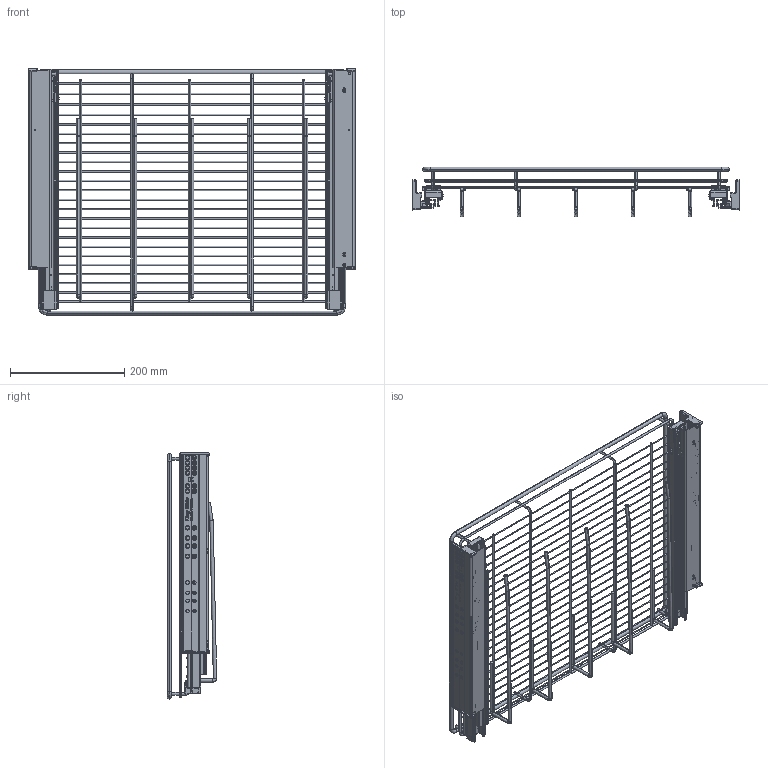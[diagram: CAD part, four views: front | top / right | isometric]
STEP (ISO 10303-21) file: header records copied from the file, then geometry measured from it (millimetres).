
FILE_DESCRIPTION (( 'STEP AP203' ), '1' );
FILE_NAME ('LM 836.STEP', '2023-02-23T06:15:17', ( '' ), ( '' ), 'SwSTEP 2.0', 'SolidWorks 2021', '' );
FILE_SCHEMA (( 'CONFIG_CONTROL_DESIGN' ));
Length unit declared in the file: millimetre
Products named in the file (39): PULL_SPRING_HOOKER_2P_F.stp; OUTER_MU30_16_420.stp; MIDDLER_MU30_16_420.stp; DAMPER_HOLDER_BACK.stp; PULL_RAIL.stp_MirrorDefault; PULL-SPRING-M_L.stp_MirrorDefault; 10834_MirrorDefault<As Machined>; 10882; LM 836; 1a68_420_close_with_bottom_holes.stp_MirrorDefault; PULL_RAIL.stp; PULL_PIN.stp_MirrorDefault; DAMPER_01_L_ASM.stp; PULL_HOOK.stp; OUTER_RAIL_BACK_HOOKER.stp; DAMPER_01_L_ASM.stp_MirrorDefault; 11957_MirrorDefault; PULL_DAMPER-50_ASM.stp_MirrorDefault; PULL_PIN.stp; PULL_HOOK.stp_MirrorDefault; 11796_Default<As Machined>; INNER_MU30_16_400.stp_MirrorDefault; PULL_SPRING_HOOKER_2P_B.stp; PULL_SPRING_HOOKER_2P_B.stp_MirrorDefault; MIDDLER_MU30_16_420.stp_MirrorDefault; PULL_SPRING_HOOKER_2P_F.stp_MirrorDefault; 1a68_420_close_with_bottom_holes.stp; PULL_DAMPER-50_ASM.stp; PULL-SPRING-M_L.stp; OUTER_RAIL_BACK_HOOKER.stp_MirrorDefault; DAMPER_HOLDER_BACK.stp_MirrorDefault; INNER_MU30_16_400.stp; OUTER_MU30_16_420.stp_MirrorDefault; DAMPER_TUBE_L.stp; DRAWER_HIGH_ADJ_BASE.stp; DRAWER_HIGH_ADJ_BASE.stp_MirrorDefault; 11957; 10834_Default<As Machined>; DAMPER_TUBE_L.stp_MirrorDefault
Assembly tree (41 placements, depth 5):
  LM 836
    11796_Default<As Machined>
    10882  x2
    10834_Default<As Machined>
    10834_MirrorDefault<As Machined>
    11957
      1a68_420_close_with_bottom_holes.stp
        PULL_DAMPER-50_ASM.stp
          PULL_RAIL.stp
          PULL_HOOK.stp
          PULL_SPRING_HOOKER_2P_B.stp
          PULL-SPRING-M_L.stp  x2
          PULL_SPRING_HOOKER_2P_F.stp
        DAMPER_01_L_ASM.stp
          DAMPER_TUBE_L.stp
          DAMPER_HOLDER_BACK.stp
        INNER_MU30_16_400.stp
        MIDDLER_MU30_16_420.stp
        OUTER_MU30_16_420.stp
        OUTER_RAIL_BACK_HOOKER.stp
        PULL_PIN.stp
        DRAWER_HIGH_ADJ_BASE.stp
    11957_MirrorDefault
      1a68_420_close_with_bottom_holes.stp_MirrorDefault
        PULL_DAMPER-50_ASM.stp_MirrorDefault
          PULL_RAIL.stp_MirrorDefault
          PULL_HOOK.stp_MirrorDefault
          PULL_SPRING_HOOKER_2P_B.stp_MirrorDefault
          PULL-SPRING-M_L.stp_MirrorDefault  x2
          PULL_SPRING_HOOKER_2P_F.stp_MirrorDefault
        DAMPER_01_L_ASM.stp_MirrorDefault
          DAMPER_TUBE_L.stp_MirrorDefault
          DAMPER_HOLDER_BACK.stp_MirrorDefault
        INNER_MU30_16_400.stp_MirrorDefault
        MIDDLER_MU30_16_420.stp_MirrorDefault
        OUTER_MU30_16_420.stp_MirrorDefault
        OUTER_RAIL_BACK_HOOKER.stp_MirrorDefault
        PULL_PIN.stp_MirrorDefault
        DRAWER_HIGH_ADJ_BASE.stp_MirrorDefault
Bounding box: 572 x 86.67 x 431 mm (x, y, z)
Volume: 708205.8 mm3; surface area: 777386.6 mm2
Topology: 72 solids, 72 shells, 3652 faces, 9230 edges, 5786 vertices
Faces by surface type: plane 2096, cylinder 896, bspline 322, torus 208, cone 94, sphere 36
Entity records: 113770 total; most frequent: CARTESIAN_POINT 27225, ORIENTED_EDGE 17660, DIRECTION 15942, EDGE_CURVE 8830, VECTOR 5972, LINE 5972, VERTEX_POINT 5577, AXIS2_PLACEMENT_3D 4985
